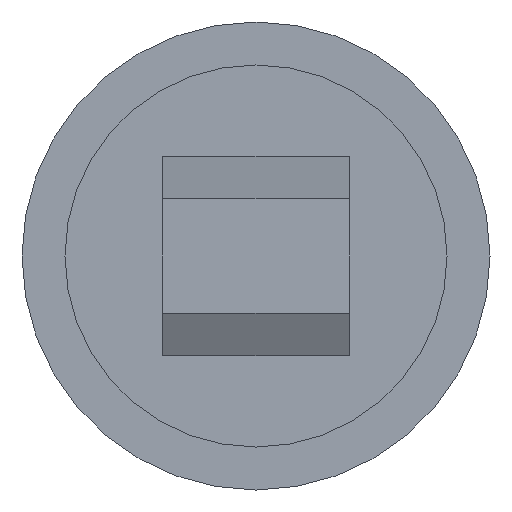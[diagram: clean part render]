
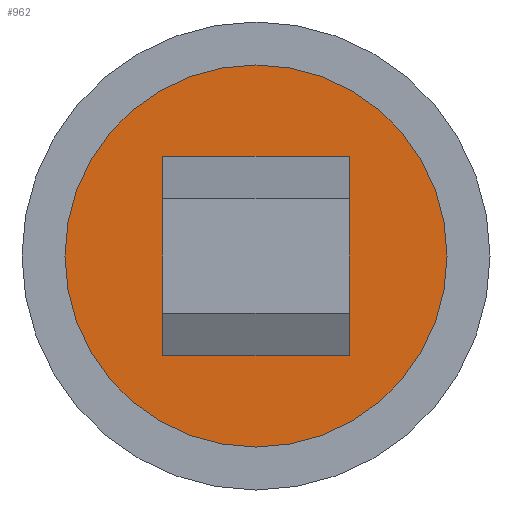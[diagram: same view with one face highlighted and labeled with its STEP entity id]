
A CAD part, front view. The second image highlights one B-rep face of the part: STEP entity #962.
In plain terms, the highlighted planar face has unit normal (0, -1, 0).
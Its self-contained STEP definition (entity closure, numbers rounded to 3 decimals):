
#29=FACE_BOUND('',#156,.T.);
#35=CIRCLE('',#996,10.);
#100=FACE_OUTER_BOUND('',#155,.T.);
#155=EDGE_LOOP('',(#831));
#156=EDGE_LOOP('',(#832,#833,#834,#835));
#249=LINE('',#1568,#356);
#250=LINE('',#1570,#357);
#251=LINE('',#1572,#358);
#252=LINE('',#1573,#359);
#356=VECTOR('',#1293,10.);
#357=VECTOR('',#1294,10.);
#358=VECTOR('',#1295,10.);
#359=VECTOR('',#1296,10.);
#400=VERTEX_POINT('',#1384);
#456=VERTEX_POINT('',#1566);
#457=VERTEX_POINT('',#1567);
#458=VERTEX_POINT('',#1569);
#459=VERTEX_POINT('',#1571);
#496=EDGE_CURVE('',#400,#400,#35,.T.);
#584=EDGE_CURVE('',#456,#457,#249,.T.);
#585=EDGE_CURVE('',#457,#458,#250,.T.);
#586=EDGE_CURVE('',#458,#459,#251,.T.);
#587=EDGE_CURVE('',#459,#456,#252,.T.);
#831=ORIENTED_EDGE('',*,*,#496,.F.);
#832=ORIENTED_EDGE('',*,*,#584,.T.);
#833=ORIENTED_EDGE('',*,*,#585,.T.);
#834=ORIENTED_EDGE('',*,*,#586,.T.);
#835=ORIENTED_EDGE('',*,*,#587,.T.);
#911=PLANE('',#1056);
#962=ADVANCED_FACE('',(#100,#29),#911,.F.);
#996=AXIS2_PLACEMENT_3D('',#1386,#1107,#1108);
#1056=AXIS2_PLACEMENT_3D('',#1565,#1291,#1292);
#1107=DIRECTION('center_axis',(0.,1.,0.));
#1108=DIRECTION('ref_axis',(-1.,0.,0.));
#1291=DIRECTION('center_axis',(0.,1.,0.));
#1292=DIRECTION('ref_axis',(-1.,0.,0.));
#1293=DIRECTION('',(-1.,0.,0.));
#1294=DIRECTION('',(0.,0.,1.));
#1295=DIRECTION('',(1.,0.,0.));
#1296=DIRECTION('',(0.,0.,-1.));
#1384=CARTESIAN_POINT('',(10.,14.,0.));
#1386=CARTESIAN_POINT('Origin',(0.,14.,0.));
#1565=CARTESIAN_POINT('Origin',(0.,14.,0.));
#1566=CARTESIAN_POINT('',(4.875,14.,-3.));
#1567=CARTESIAN_POINT('',(-4.875,14.,-3.));
#1568=CARTESIAN_POINT('',(4.875,14.,-3.));
#1569=CARTESIAN_POINT('',(-4.875,14.,3.));
#1570=CARTESIAN_POINT('',(-4.875,14.,-3.));
#1571=CARTESIAN_POINT('',(4.875,14.,3.));
#1572=CARTESIAN_POINT('',(-4.875,14.,3.));
#1573=CARTESIAN_POINT('',(4.875,14.,3.));
